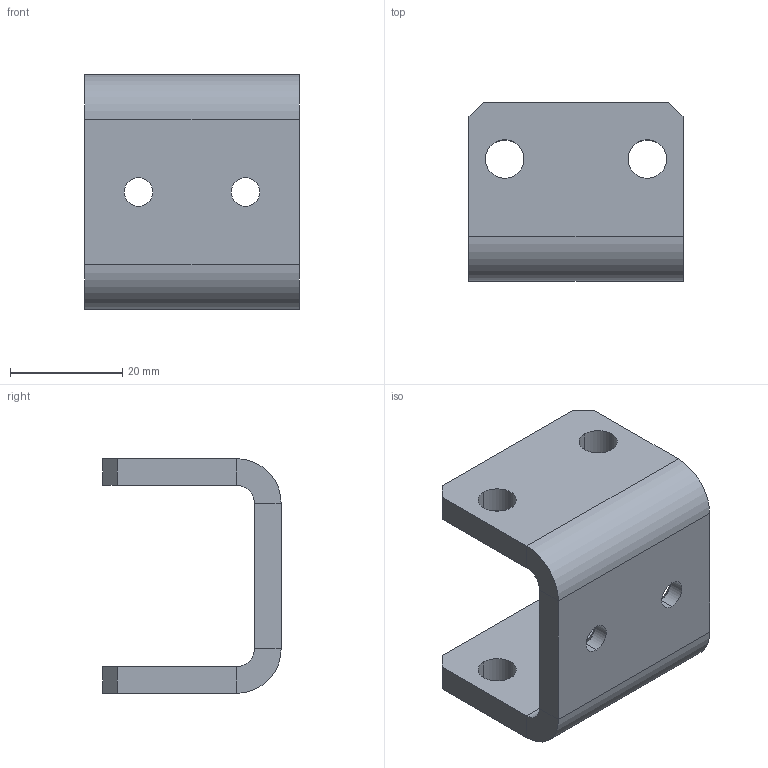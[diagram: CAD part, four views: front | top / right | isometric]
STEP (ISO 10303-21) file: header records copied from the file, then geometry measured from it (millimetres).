
FILE_DESCRIPTION (( 'STEP AP203' ), '1' );
FILE_NAME ('2U Bracket.STEP', '2013-01-21T19:57:38', ( '' ), ( '' ), 'SwSTEP 2.0', 'SolidWorks 2010', '' );
FILE_SCHEMA (( 'CONFIG_CONTROL_DESIGN' ));
Length unit declared in the file: inch
Products named in the file (1): 2U Bracket
Bounding box: 38.1 x 31.75 x 41.78 mm (x, y, z)
Volume: 15453.9 mm3; surface area: 8265 mm2
Topology: 1 solids, 1 shells, 42 faces, 100 edges, 60 vertices
Faces by surface type: plane 22, cylinder 16, cone 4
Entity records: 1303 total; most frequent: DIRECTION 222, CARTESIAN_POINT 203, ORIENTED_EDGE 200, EDGE_CURVE 100, AXIS2_PLACEMENT_3D 79, LINE 64, VECTOR 64, VERTEX_POINT 60
